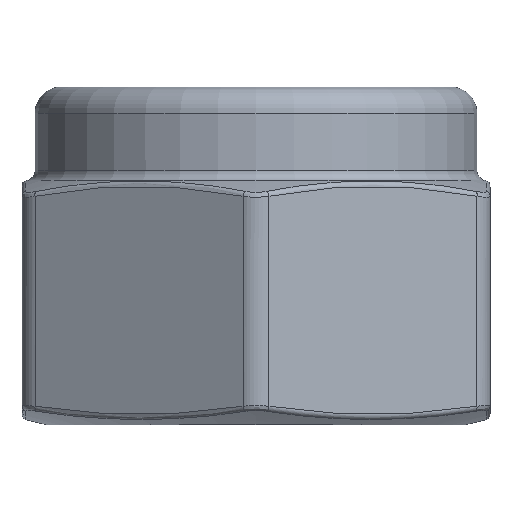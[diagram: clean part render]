
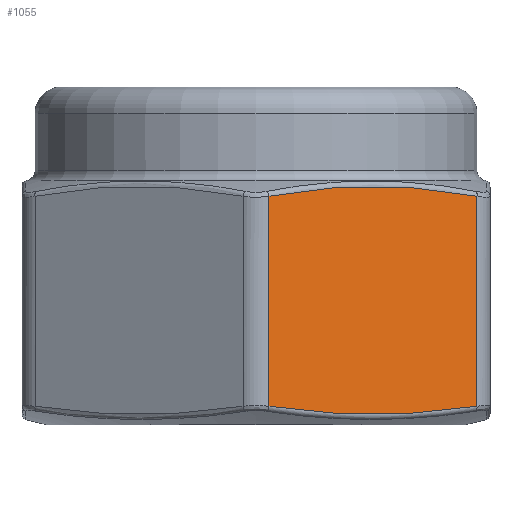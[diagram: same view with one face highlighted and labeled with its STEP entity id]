
A CAD part, left-side view. The second image highlights one B-rep face of the part: STEP entity #1055.
In plain terms, the highlighted planar face has unit normal (-0.866, -0.5, 0).
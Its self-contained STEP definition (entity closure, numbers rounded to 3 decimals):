
#26=PLANE('',#1185);
#115=FACE_OUTER_BOUND('',#183,.T.);
#183=EDGE_LOOP('',(#879,#880,#881,#882));
#242=CIRCLE('',#1144,10.177);
#265=CIRCLE('',#1181,8.157);
#363=LINE('',#2470,#391);
#364=LINE('',#2472,#392);
#391=VECTOR('',#1436,10.);
#392=VECTOR('',#1439,10.);
#462=VERTEX_POINT('',#2167);
#464=VERTEX_POINT('',#2181);
#478=VERTEX_POINT('',#2301);
#481=VERTEX_POINT('',#2456);
#584=EDGE_CURVE('',#462,#464,#242,.T.);
#623=EDGE_CURVE('',#478,#481,#265,.T.);
#626=EDGE_CURVE('',#462,#481,#363,.T.);
#627=EDGE_CURVE('',#464,#478,#364,.T.);
#879=ORIENTED_EDGE('',*,*,#584,.F.);
#880=ORIENTED_EDGE('',*,*,#626,.T.);
#881=ORIENTED_EDGE('',*,*,#623,.F.);
#882=ORIENTED_EDGE('',*,*,#627,.F.);
#1055=ADVANCED_FACE('',(#115),#26,.T.);
#1144=AXIS2_PLACEMENT_3D('',#2185,#1345,#1346);
#1181=AXIS2_PLACEMENT_3D('',#2464,#1426,#1427);
#1185=AXIS2_PLACEMENT_3D('',#2471,#1437,#1438);
#1345=DIRECTION('center_axis',(0.866,0.5,0.));
#1346=DIRECTION('ref_axis',(0.,0.,
-1.));
#1426=DIRECTION('center_axis',(0.866,0.5,0.));
#1427=DIRECTION('ref_axis',(0.,0.,
1.));
#1436=DIRECTION('',(0.,0.,1.));
#1437=DIRECTION('center_axis',(-0.866,-0.5,0.));
#1438=DIRECTION('ref_axis',(0.5,-0.866,0.));
#1439=DIRECTION('',(0.,0.,1.));
#2167=CARTESIAN_POINT('',(-1.645,-2.55,0.216));
#2181=CARTESIAN_POINT('',(-3.031,-0.15,0.216));
#2185=CARTESIAN_POINT('Origin',(-2.338,-1.35,10.298));
#2301=CARTESIAN_POINT('',(-3.031,-0.15,2.64));
#2456=CARTESIAN_POINT('',(-1.645,-2.55,2.64));
#2464=CARTESIAN_POINT('Origin',(-2.338,-1.35,-5.398));
#2470=CARTESIAN_POINT('',(-1.645,-2.55,0.));
#2471=CARTESIAN_POINT('Origin',(-3.031,-0.15,0.));
#2472=CARTESIAN_POINT('',(-3.031,-0.15,0.));
